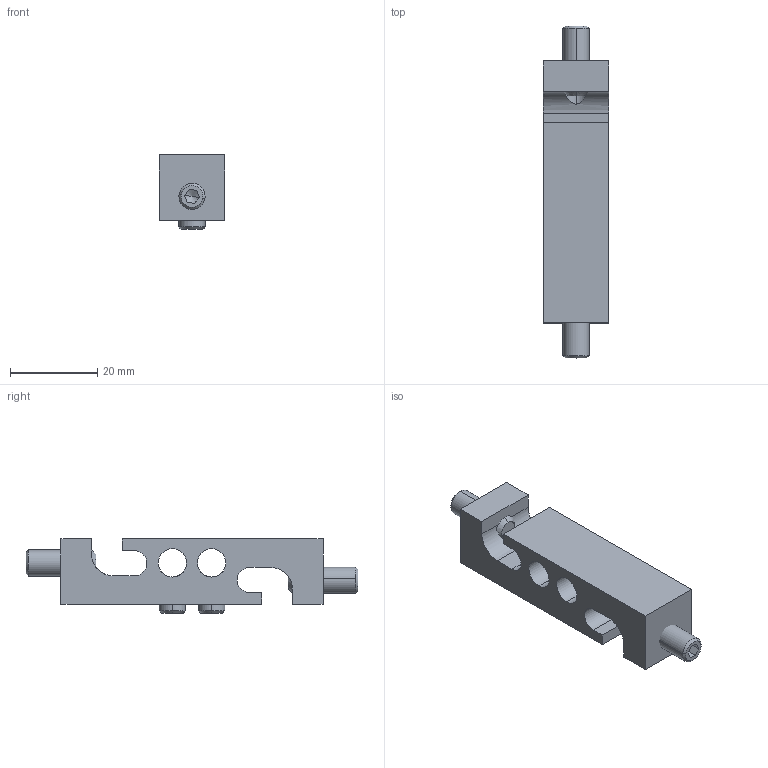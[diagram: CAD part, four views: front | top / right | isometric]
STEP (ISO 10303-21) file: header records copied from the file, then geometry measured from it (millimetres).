
FILE_DESCRIPTION (( 'STEP AP214' ), '1' );
FILE_NAME ('6049277.SLDPRT.STEP', '2019-11-18T14:40:58', ( '' ), ( '' ), 'SwSTEP 2.0', 'SolidWorks 2018', '' );
FILE_SCHEMA (( 'AUTOMOTIVE_DESIGN' ));
Length unit declared in the file: millimetre
Products named in the file (4): 6049277.SLDPRT; 020802_M6x 8; 020802_M6x16; 6049277
Assembly tree (5 placements, depth 2):
  6049277.SLDPRT
    6049277
    020802_M6x 8  x2
    020802_M6x16  x2
Bounding box: 15 x 76 x 17 mm (x, y, z)
Volume: 10700 mm3; surface area: 6350.5 mm2
Topology: 5 solids, 5 shells, 96 faces, 246 edges, 152 vertices
Faces by surface type: plane 48, cylinder 24, cone 24
Entity records: 2860 total; most frequent: CARTESIAN_POINT 648, ORIENTED_EDGE 340, DIRECTION 334, EDGE_CURVE 170, AXIS2_PLACEMENT_3D 116, VERTEX_POINT 110, LINE 102, VECTOR 102
